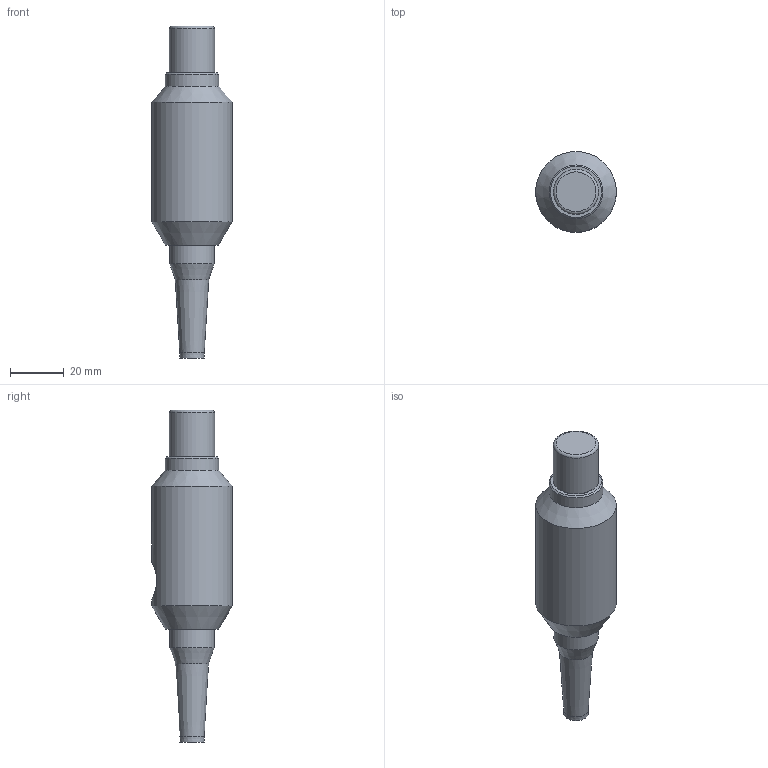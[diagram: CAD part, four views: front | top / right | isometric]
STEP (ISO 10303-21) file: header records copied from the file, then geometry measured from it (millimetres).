
FILE_DESCRIPTION(/* description */ (''),/* implementation_level */ '2;1');
FILE_NAME(/* name */ 'Locator_D1_strain_relief.stp',/* time_stamp */ '2017-04-03T23:34:41+02:00',/* author */ (''),/* organization */ (''),/* preprocessor_version */ 'ST-DEVELOPER v16.5',/* originating_system */ 'Autodesk Translation Framework v5.2.0.2920',/* authorisation */ '');
FILE_SCHEMA (('AUTOMOTIVE_DESIGN { 1 0 10303 214 3 1 1 }'));
Length unit declared in the file: millimetre
Products named in the file (1): FusionComponent
Bounding box: 30 x 30 x 123.4 mm (x, y, z)
Volume: 48897.2 mm3; surface area: 8925.3 mm2
Topology: 1 solids, 1 shells, 22 faces, 40 edges, 22 vertices
Faces by surface type: cylinder 8, cone 6, plane 5, torus 2, bspline 1
Full cylindrical faces by diameter (mm): 16.5 x1, 16.8 x1, 20 x1, 30 x1
Entity records: 666 total; most frequent: CARTESIAN_POINT 244, DIRECTION 84, ORIENTED_EDGE 52, AXIS2_PLACEMENT_3D 42, EDGE_LOOP 37, EDGE_CURVE 26, FACE_OUTER_BOUND 22, ADVANCED_FACE 22
